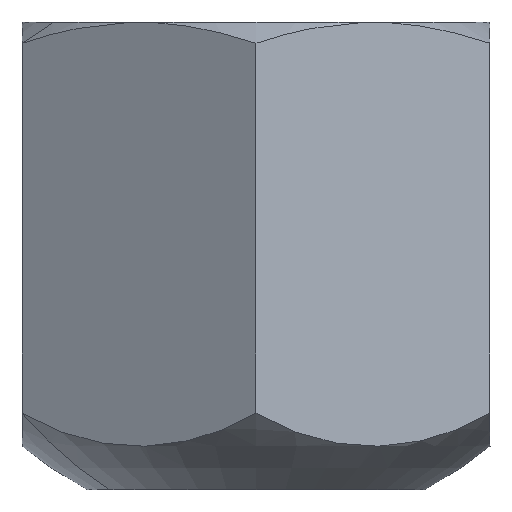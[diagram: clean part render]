
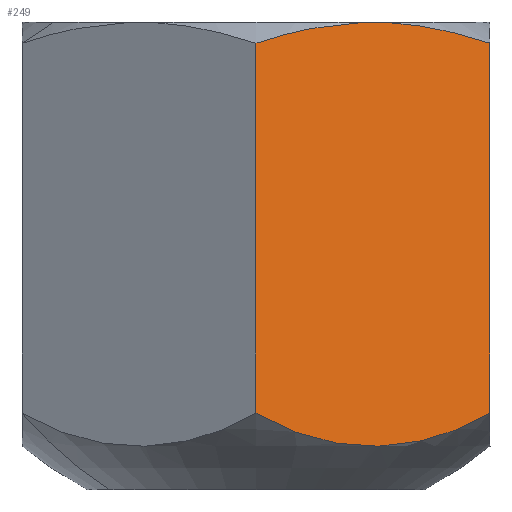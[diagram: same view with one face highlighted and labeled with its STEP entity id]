
A CAD part, front view. The second image highlights one B-rep face of the part: STEP entity #249.
In plain terms, the highlighted planar face has unit normal (0.5, -0.866, 0).
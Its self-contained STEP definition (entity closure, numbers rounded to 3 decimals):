
#139=VERTEX_POINT('',#317);
#151=EDGE_CURVE('',#139,#165,#329,.T.);
#159=EDGE_CURVE('',#205,#219,#337,.T.);
#165=VERTEX_POINT('',#343);
#179=EDGE_CURVE('',#165,#205,#358,.T.);
#205=VERTEX_POINT('',#388);
#215=EDGE_CURVE('',#139,#219,#398,.T.);
#219=VERTEX_POINT('',#402);
#249=ADVANCED_FACE('',(#437),#438,.T.);
#317=CARTESIAN_POINT('',(0.0,-20.8,5.898));
#329=B_SPLINE_CURVE_WITH_KNOTS('',3,(#591,#592,#593,#594,#595,#596,#597,#598,#599,#600,#601,#602,#603,#604,#605,#606,#607,#608,#609,#610,#611,#612,#613),.UNSPECIFIED.,.F.,.F.,(4,2,2,2,2,3,2,2,2,2,4),(-10.231,-9.706,-7.279,-4.853,-2.426,0.0,2.426,4.853,7.279,9.706,10.231),.UNSPECIFIED.);
#337=(B_SPLINE_CURVE(2,(#626,#627,#628),.UNSPECIFIED.,.F.,.F.)B_SPLINE_CURVE_WITH_KNOTS((3,3),(15.236,44.247),.UNSPECIFIED.)RATIONAL_B_SPLINE_CURVE((1.329,1.535,1.329))BOUNDED_CURVE()REPRESENTATION_ITEM('')GEOMETRIC_REPRESENTATION_ITEM()CURVE());
#343=CARTESIAN_POINT('',(18.013,-10.4,5.898));
#358=LINE('',#659,#660);
#388=CARTESIAN_POINT('',(18.013,-10.4,34.383));
#398=LINE('',#773,#774);
#402=CARTESIAN_POINT('',(0.,-20.8,34.383));
#437=FACE_OUTER_BOUND('',#850,.T.);
#438=PLANE('',#851);
#591=CARTESIAN_POINT('',(0.0,-20.8,5.898));
#592=CARTESIAN_POINT('',(0.14,-20.719,5.815));
#593=CARTESIAN_POINT('',(0.278,-20.639,5.735));
#594=CARTESIAN_POINT('',(1.044,-20.197,5.304));
#595=CARTESIAN_POINT('',(1.719,-19.808,4.971));
#596=CARTESIAN_POINT('',(3.125,-18.996,4.388));
#597=CARTESIAN_POINT('',(3.856,-18.574,4.136));
#598=CARTESIAN_POINT('',(5.339,-17.718,3.735));
#599=CARTESIAN_POINT('',(6.091,-17.283,3.585));
#600=CARTESIAN_POINT('',(7.574,-16.427,3.39));
#601=CARTESIAN_POINT('',(8.306,-16.004,3.345));
#602=CARTESIAN_POINT('',(9.007,-15.6,3.345));
#603=CARTESIAN_POINT('',(9.707,-15.196,3.345));
#604=CARTESIAN_POINT('',(10.439,-14.773,3.39));
#605=CARTESIAN_POINT('',(11.923,-13.917,3.585));
#606=CARTESIAN_POINT('',(12.674,-13.482,3.735));
#607=CARTESIAN_POINT('',(14.157,-12.626,4.136));
#608=CARTESIAN_POINT('',(14.889,-12.204,4.388));
#609=CARTESIAN_POINT('',(16.295,-11.392,4.971));
#610=CARTESIAN_POINT('',(16.969,-11.003,5.304));
#611=CARTESIAN_POINT('',(17.735,-10.561,5.735));
#612=CARTESIAN_POINT('',(17.873,-10.481,5.815));
#613=CARTESIAN_POINT('',(18.013,-10.4,5.898));
#626=CARTESIAN_POINT('',(18.013,-10.4,34.383));
#627=CARTESIAN_POINT('',(9.007,-15.6,37.386));
#628=CARTESIAN_POINT('',(0.,-20.8,34.383));
#659=CARTESIAN_POINT('',(18.013,-10.4,0.0));
#660=VECTOR('',#933,1.0);
#773=CARTESIAN_POINT('',(0.0,-20.8,0.0));
#774=VECTOR('',#976,1.0);
#850=EDGE_LOOP('',(#1034,#1035,#1036,#1037));
#851=AXIS2_PLACEMENT_3D('',#1038,#1039,#1040);
#933=DIRECTION('',(0.0,0.0,1.0));
#976=DIRECTION('',(0.0,0.0,1.0));
#1034=ORIENTED_EDGE('',*,*,#151,.T.);
#1035=ORIENTED_EDGE('',*,*,#179,.T.);
#1036=ORIENTED_EDGE('',*,*,#159,.T.);
#1037=ORIENTED_EDGE('',*,*,#215,.F.);
#1038=CARTESIAN_POINT('',(18.013,-10.4,0.0));
#1039=DIRECTION('',(0.5,-0.866,0.0));
#1040=DIRECTION('',(0.0,0.0,-1.0));
